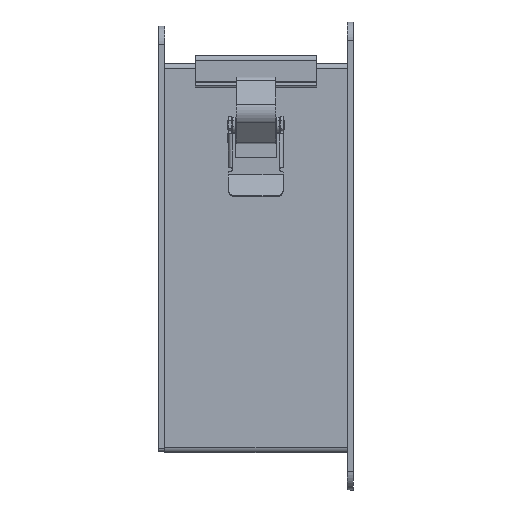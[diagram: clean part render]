
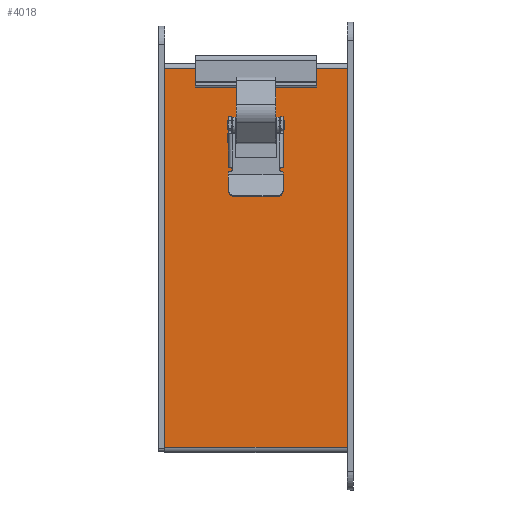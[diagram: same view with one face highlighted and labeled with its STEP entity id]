
A CAD part, front view. The second image highlights one B-rep face of the part: STEP entity #4018.
In plain terms, the highlighted planar face has unit normal (0, -1, 0).
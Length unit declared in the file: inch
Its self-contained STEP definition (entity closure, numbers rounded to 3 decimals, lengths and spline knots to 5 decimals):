
#453 = CARTESIAN_POINT ( 'NONE',  ( -1.875, -4., 3.892 ) ) ;
#717 = AXIS2_PLACEMENT_3D ( 'NONE', #5343, #7833, #2142 ) ;
#1013 = DIRECTION ( 'NONE',  ( 0., 0., 1. ) ) ;
#1064 = EDGE_CURVE ( 'NONE', #4704, #3335, #6757, .T. ) ;
#1073 = EDGE_CURVE ( 'NONE', #6972, #1301, #7979, .T. ) ;
#1120 = ORIENTED_EDGE ( 'NONE', *, *, #6484, .T. ) ;
#1301 = VERTEX_POINT ( 'NONE', #6394 ) ;
#1390 = CARTESIAN_POINT ( 'NONE',  ( -1.875, -4., 4. ) ) ;
#1433 = DIRECTION ( 'NONE',  ( 0., 0., -1. ) ) ;
#1548 = CARTESIAN_POINT ( 'NONE',  ( 1.875, -4., 3.892 ) ) ;
#1657 = ORIENTED_EDGE ( 'NONE', *, *, #1064, .T. ) ;
#2125 = ORIENTED_EDGE ( 'NONE', *, *, #1073, .T. ) ;
#2142 = DIRECTION ( 'NONE',  ( 0., 0., -1. ) ) ;
#2726 = CARTESIAN_POINT ( 'NONE',  ( 1.875, -4., -3.892 ) ) ;
#2873 = PLANE ( 'NONE',  #717 ) ;
#2924 = VECTOR ( 'NONE', #1013, 39.37008 ) ;
#3333 = EDGE_LOOP ( 'NONE', ( #1120, #1657, #7145, #2125 ) ) ;
#3335 = VERTEX_POINT ( 'NONE', #2726 ) ;
#3707 = CARTESIAN_POINT ( 'NONE',  ( -1.875, -4., -3.892 ) ) ;
#4018 = ADVANCED_FACE ( 'NONE', ( #4749 ), #2873, .T. ) ;
#4317 = DIRECTION ( 'NONE',  ( 1., 0., 0. ) ) ;
#4332 = VECTOR ( 'NONE', #1433, 39.37008 ) ;
#4704 = VERTEX_POINT ( 'NONE', #6631 ) ;
#4749 = FACE_OUTER_BOUND ( 'NONE', #3333, .T. ) ;
#5085 = EDGE_CURVE ( 'NONE', #3335, #6972, #6471, .T. ) ;
#5238 = CARTESIAN_POINT ( 'NONE',  ( 1.875, -4., 4. ) ) ;
#5343 = CARTESIAN_POINT ( 'NONE',  ( -1.875, -4., 4. ) ) ;
#6186 = DIRECTION ( 'NONE',  ( -1., 0., 0. ) ) ;
#6394 = CARTESIAN_POINT ( 'NONE',  ( -1.875, -4., 3.892 ) ) ;
#6440 = LINE ( 'NONE', #1390, #4332 ) ;
#6471 = LINE ( 'NONE', #5238, #2924 ) ;
#6484 = EDGE_CURVE ( 'NONE', #1301, #4704, #6440, .T. ) ;
#6631 = CARTESIAN_POINT ( 'NONE',  ( -1.875, -4., -3.892 ) ) ;
#6757 = LINE ( 'NONE', #3707, #7767 ) ;
#6972 = VERTEX_POINT ( 'NONE', #1548 ) ;
#6989 = VECTOR ( 'NONE', #6186, 39.37008 ) ;
#7145 = ORIENTED_EDGE ( 'NONE', *, *, #5085, .T. ) ;
#7767 = VECTOR ( 'NONE', #4317, 39.37008 ) ;
#7833 = DIRECTION ( 'NONE',  ( 0., -1., 0. ) ) ;
#7979 = LINE ( 'NONE', #453, #6989 ) ;
